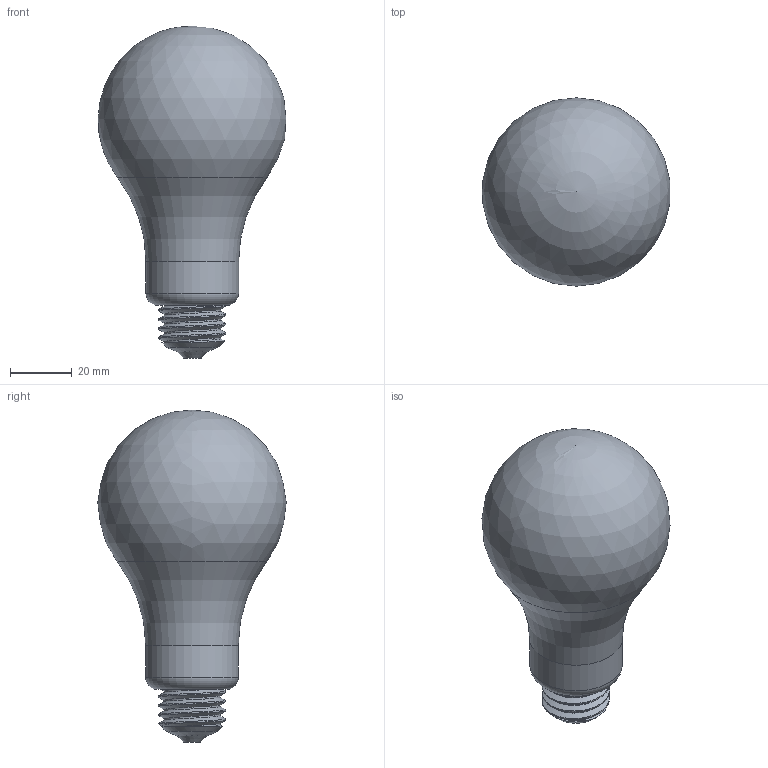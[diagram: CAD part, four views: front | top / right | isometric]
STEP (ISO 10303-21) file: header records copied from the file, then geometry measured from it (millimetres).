
FILE_DESCRIPTION(/* description */ (''),/* implementation_level */ '2;1');
FILE_NAME(/* name */ 'Day 9 - LED Light Bulb v3.step',/* time_stamp */ '2025-10-16T20:56:59-04:00',/* author */ (''),/* organization */ (''),/* preprocessor_version */ 'ST-DEVELOPER v20.1',/* originating_system */ 'Autodesk Translation Framework v14.10.0.0',/* authorisation */ '');
FILE_SCHEMA (('AUTOMOTIVE_DESIGN { 1 0 10303 214 3 1 1 }'));
Length unit declared in the file: millimetre
Products named in the file (1): Day 9 - LED Light Bulb
Bounding box: 60.76 x 60.99 x 107.5 mm (x, y, z)
Volume: 149312.7 mm3; surface area: 16710.6 mm2
Topology: 3 solids, 3 shells, 25 faces, 59 edges, 39 vertices
Faces by surface type: cylinder 11, plane 6, cone 3, torus 2, bspline 2, sphere 1
Full cylindrical faces by diameter (mm): 18.337 x3, 21.765 x3, 30 x1
Entity records: 2263 total; most frequent: CARTESIAN_POINT 1643, ORIENTED_EDGE 116, DIRECTION 98, EDGE_CURVE 58, AXIS2_PLACEMENT_3D 43, VERTEX_POINT 39, B_SPLINE_CURVE_WITH_KNOTS 27, FACE_OUTER_BOUND 25
